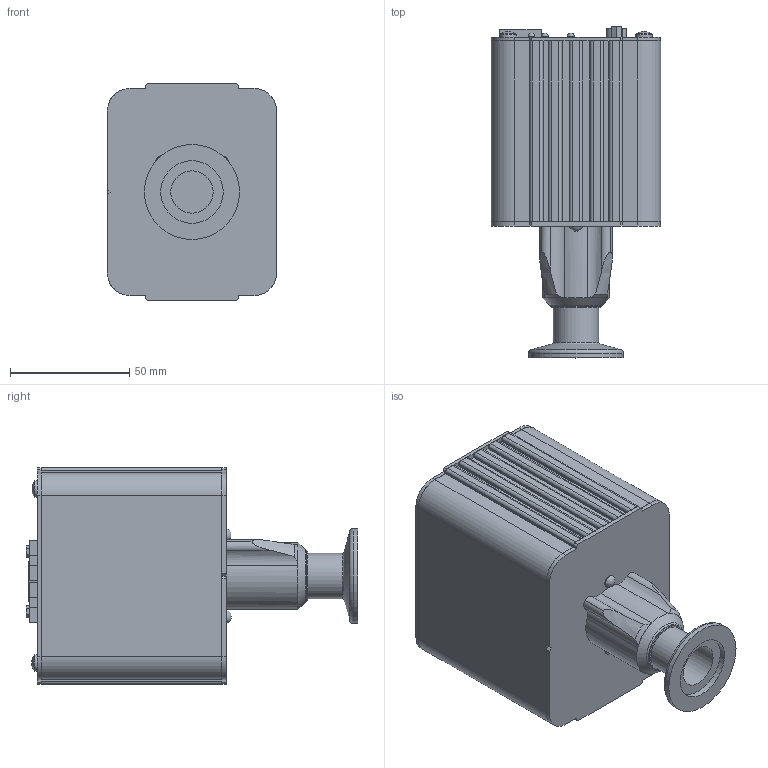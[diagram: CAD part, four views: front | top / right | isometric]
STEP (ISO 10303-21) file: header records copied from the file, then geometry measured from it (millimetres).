
FILE_DESCRIPTION (( 'STEP AP214' ), '1' );
FILE_NAME ('390, 392 EC, KF 25.STEP', '2019-08-26T17:09:48', ( 'mks' ), ( 'Microsoft' ), 'SwSTEP 2.0', 'SolidWorks 2015', '' );
FILE_SCHEMA (( 'AUTOMOTIVE_DESIGN' ));
Length unit declared in the file: inch
Products named in the file (1): 390, 392 EC, KF 25
Bounding box: 71.12 x 139.26 x 90.81 mm (x, y, z)
Volume: 516993.5 mm3; surface area: 49078.1 mm2
Topology: 1 solids, 1 shells, 363 faces, 911 edges, 583 vertices
Faces by surface type: plane 242, cylinder 97, sphere 9, cone 8, torus 6, bspline 1
Full cylindrical faces by diameter (mm): 3 x1, 3.81 x3, 4.216 x2, 4.445 x3, 5.359 x2, 6.888 x4, 17.78 x1, 19.05 x2, 19.304 x1, 20.32 x1, 26.264 x1, 28.016 x1, 39.878 x1
Entity records: 12682 total; most frequent: CARTESIAN_POINT 3983, DIRECTION 1853, ORIENTED_EDGE 1720, EDGE_CURVE 860, AXIS2_PLACEMENT_3D 646, VERTEX_POINT 567, LINE 561, VECTOR 561
